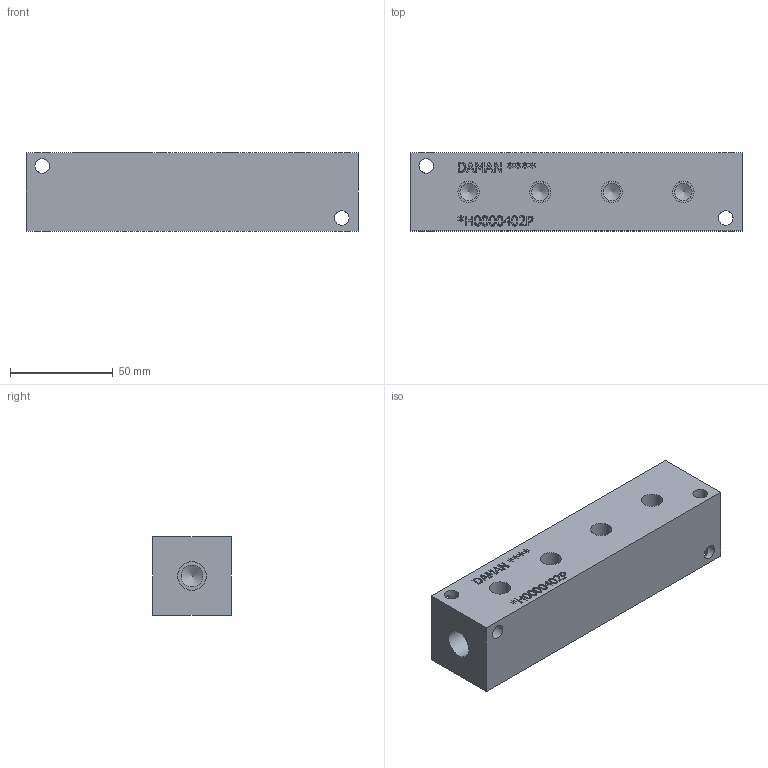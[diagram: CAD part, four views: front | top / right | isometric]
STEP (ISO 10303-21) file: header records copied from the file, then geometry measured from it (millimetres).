
FILE_DESCRIPTION(/* description */ (''),/* implementation_level */ '2;1');
FILE_NAME(/* name */ '_H0000402P.stp',/* time_stamp */ '2020-08-17T09:16:10-04:00',/* author */ ('alexanderw'),/* organization */ (''),/* preprocessor_version */ 'ST-DEVELOPER v17',/* originating_system */ 'Autodesk Inventor 2019',/* authorisation */ '');
FILE_SCHEMA (('AUTOMOTIVE_DESIGN { 1 0 10303 214 3 1 1 }'));
Length unit declared in the file: millimetre
Products named in the file (1): Part_+H0000402P_3D
Bounding box: 161.93 x 38.1 x 38.1 mm (x, y, z)
Volume: 222760.6 mm3; surface area: 32822.5 mm2
Topology: 1 solids, 1 shells, 335 faces, 910 edges, 608 vertices
Faces by surface type: plane 222, bspline 87, cylinder 20, cone 6
Full cylindrical faces by diameter (mm): 7.137 x8, 8.433 x4, 10.33 x4, 10.719 x2, 13.868 x2
Entity records: 11241 total; most frequent: CARTESIAN_POINT 2979, ORIENTED_EDGE 1808, DIRECTION 1290, EDGE_CURVE 904, LINE 668, VECTOR 668, VERTEX_POINT 608, EDGE_LOOP 384
